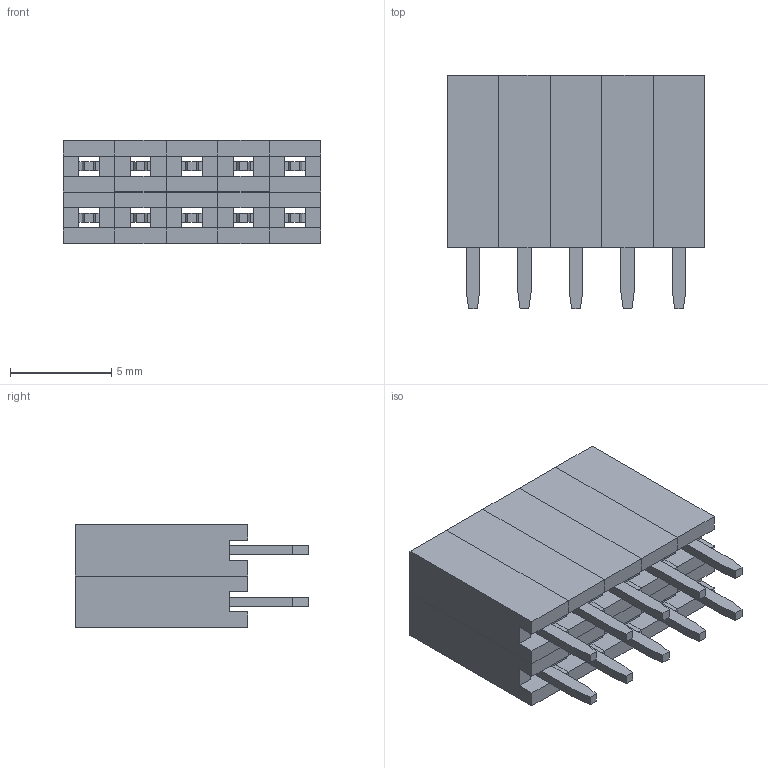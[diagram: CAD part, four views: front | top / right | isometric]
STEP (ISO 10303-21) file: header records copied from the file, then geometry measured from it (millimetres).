
FILE_DESCRIPTION (( 'STEP AP214' ), '1' );
FILE_NAME ('PBS2-5.STEP', '2022-10-04T10:36:19', ( '' ), ( '' ), 'SwSTEP 2.0', 'SolidWorks 2017', '' );
FILE_SCHEMA (( 'AUTOMOTIVE_DESIGN' ));
Length unit declared in the file: millimetre
Products named in the file (2): Buchsenleiste_Standard; PBS2-5
Assembly tree (10 placements, depth 2):
  PBS2-5
    Buchsenleiste_Standard  x10
Bounding box: 12.7 x 11.5 x 5.08 mm (x, y, z)
Volume: 302.9 mm3; surface area: 1812.2 mm2
Topology: 10 solids, 10 shells, 470 faces, 1330 edges, 860 vertices
Faces by surface type: plane 410, cylinder 60
Entity records: 2158 total; most frequent: CARTESIAN_POINT 279, ORIENTED_EDGE 266, DIRECTION 265, EDGE_CURVE 133, LINE 121, VECTOR 121, VERTEX_POINT 86, AXIS2_PLACEMENT_3D 72
